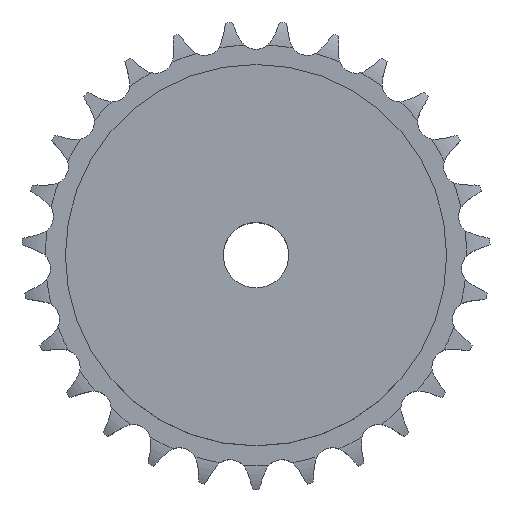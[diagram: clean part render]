
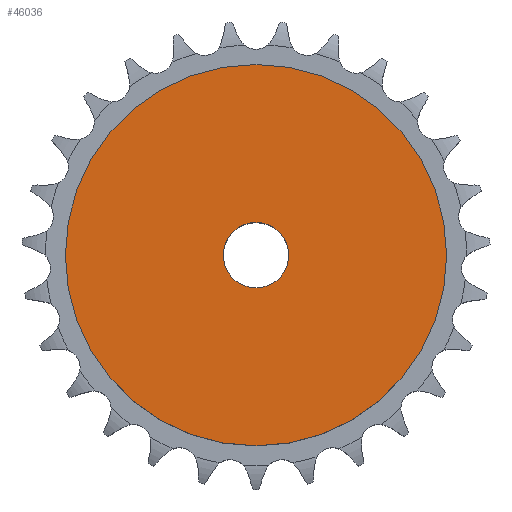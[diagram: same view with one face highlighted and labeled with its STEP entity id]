
A CAD part, top view. The second image highlights one B-rep face of the part: STEP entity #46036.
In plain terms, the highlighted planar face has unit normal (0, 0, 1).
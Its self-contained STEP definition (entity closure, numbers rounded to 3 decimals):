
#24486 = CYLINDRICAL_SURFACE('',#24487,6.);
#24487 = AXIS2_PLACEMENT_3D('',#24488,#24489,#24490);
#24488 = CARTESIAN_POINT('',(0.,0.,134.327));
#24489 = DIRECTION('',(0.,0.,1.));
#24490 = DIRECTION('',(1.,0.,0.));
#31495 = EDGE_CURVE('',#31496,#31496,#31498,.T.);
#31496 = VERTEX_POINT('',#31497);
#31497 = CARTESIAN_POINT('',(6.,0.,30.));
#31498 = SURFACE_CURVE('',#31499,(#31504,#31511),.PCURVE_S1.);
#31499 = CIRCLE('',#31500,6.);
#31500 = AXIS2_PLACEMENT_3D('',#31501,#31502,#31503);
#31501 = CARTESIAN_POINT('',(0.,0.,30.));
#31502 = DIRECTION('',(0.,0.,1.));
#31503 = DIRECTION('',(1.,0.,0.));
#31504 = PCURVE('',#24486,#31505);
#31505 = DEFINITIONAL_REPRESENTATION('',(#31506),#31510);
#31506 = LINE('',#31507,#31508);
#31507 = CARTESIAN_POINT('',(0.,-104.327));
#31508 = VECTOR('',#31509,1.);
#31509 = DIRECTION('',(1.,0.));
#31510 = ( GEOMETRIC_REPRESENTATION_CONTEXT(2) 
PARAMETRIC_REPRESENTATION_CONTEXT() REPRESENTATION_CONTEXT('2D SPACE',''
  ) );
#31511 = PCURVE('',#31512,#31517);
#31512 = PLANE('',#31513);
#31513 = AXIS2_PLACEMENT_3D('',#31514,#31515,#31516);
#31514 = CARTESIAN_POINT('',(0.,0.,30.)
  );
#31515 = DIRECTION('',(0.,0.,1.));
#31516 = DIRECTION('',(1.,0.,0.));
#31517 = DEFINITIONAL_REPRESENTATION('',(#31518),#31522);
#31518 = CIRCLE('',#31519,6.);
#31519 = AXIS2_PLACEMENT_2D('',#31520,#31521);
#31520 = CARTESIAN_POINT('',(0.,0.));
#31521 = DIRECTION('',(1.,0.));
#31522 = ( GEOMETRIC_REPRESENTATION_CONTEXT(2) 
PARAMETRIC_REPRESENTATION_CONTEXT() REPRESENTATION_CONTEXT('2D SPACE',''
  ) );
#46036 = ADVANCED_FACE('',(#46037,#46068),#31512,.T.);
#46037 = FACE_BOUND('',#46038,.T.);
#46038 = EDGE_LOOP('',(#46039));
#46039 = ORIENTED_EDGE('',*,*,#46040,.T.);
#46040 = EDGE_CURVE('',#46041,#46041,#46043,.T.);
#46041 = VERTEX_POINT('',#46042);
#46042 = CARTESIAN_POINT('',(35.,0.,30.));
#46043 = SURFACE_CURVE('',#46044,(#46049,#46056),.PCURVE_S1.);
#46044 = CIRCLE('',#46045,35.);
#46045 = AXIS2_PLACEMENT_3D('',#46046,#46047,#46048);
#46046 = CARTESIAN_POINT('',(0.,0.,30.));
#46047 = DIRECTION('',(0.,0.,1.));
#46048 = DIRECTION('',(1.,0.,0.));
#46049 = PCURVE('',#31512,#46050);
#46050 = DEFINITIONAL_REPRESENTATION('',(#46051),#46055);
#46051 = CIRCLE('',#46052,35.);
#46052 = AXIS2_PLACEMENT_2D('',#46053,#46054);
#46053 = CARTESIAN_POINT('',(0.,0.));
#46054 = DIRECTION('',(1.,0.));
#46055 = ( GEOMETRIC_REPRESENTATION_CONTEXT(2) 
PARAMETRIC_REPRESENTATION_CONTEXT() REPRESENTATION_CONTEXT('2D SPACE',''
  ) );
#46056 = PCURVE('',#46057,#46062);
#46057 = CYLINDRICAL_SURFACE('',#46058,35.);
#46058 = AXIS2_PLACEMENT_3D('',#46059,#46060,#46061);
#46059 = CARTESIAN_POINT('',(0.,0.,0.));
#46060 = DIRECTION('',(-0.,-0.,-1.));
#46061 = DIRECTION('',(1.,0.,0.));
#46062 = DEFINITIONAL_REPRESENTATION('',(#46063),#46067);
#46063 = LINE('',#46064,#46065);
#46064 = CARTESIAN_POINT('',(-0.,-30.));
#46065 = VECTOR('',#46066,1.);
#46066 = DIRECTION('',(-1.,0.));
#46067 = ( GEOMETRIC_REPRESENTATION_CONTEXT(2) 
PARAMETRIC_REPRESENTATION_CONTEXT() REPRESENTATION_CONTEXT('2D SPACE',''
  ) );
#46068 = FACE_BOUND('',#46069,.T.);
#46069 = EDGE_LOOP('',(#46070));
#46070 = ORIENTED_EDGE('',*,*,#31495,.F.);
